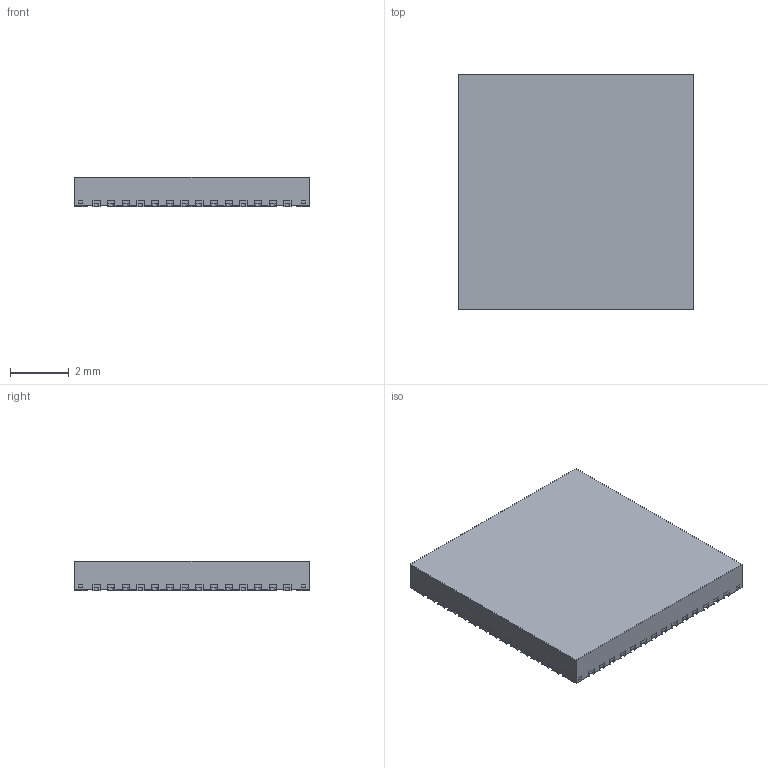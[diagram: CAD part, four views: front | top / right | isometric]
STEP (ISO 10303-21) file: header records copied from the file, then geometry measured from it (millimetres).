
FILE_DESCRIPTION((''),'2;1');
FILE_NAME('QFN_ASM','2019-09-04T09:38:57',('a0412086'),(''),'CREO PARAMETRIC BY PTC INC, 2018020','CREO PARAMETRIC BY PTC INC, 2018020','');
FILE_SCHEMA(('AUTOMOTIVE_DESIGN { 1 0 10303 214 1 1 1 1 }'));
Length unit declared in the file: millimetre
Products named in the file (3): FRAME; BODY; QFN_ASM
Assembly tree (2 placements, depth 2):
  QFN_ASM
    FRAME
    BODY
Bounding box: 8 x 8 x 1 mm (x, y, z)
Volume: 63.1 mm3; surface area: 257.4 mm2
Topology: 62 solids, 62 shells, 1067 faces, 2826 edges, 1884 vertices
Faces by surface type: plane 803, cylinder 264
Entity records: 42313 total; most frequent: CARTESIAN_POINT 5789, ORIENTED_EDGE 5652, DIRECTION 5498, PRESENTATION_STYLE_ASSIGNMENT 2953, STYLED_ITEM 2889, CURVE_STYLE 2826, EDGE_CURVE 2826, VECTOR 2298
